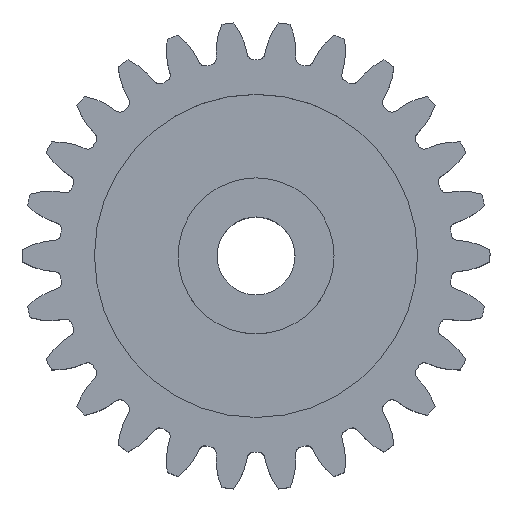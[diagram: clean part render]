
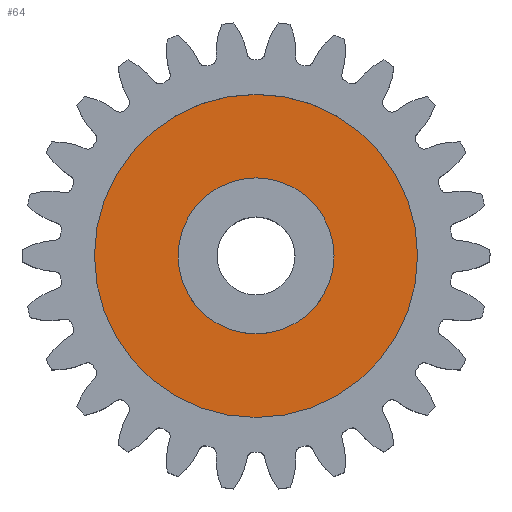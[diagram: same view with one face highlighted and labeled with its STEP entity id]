
A CAD part, top view. The second image highlights one B-rep face of the part: STEP entity #64.
In plain terms, the highlighted planar face has unit normal (0, 0, 1).
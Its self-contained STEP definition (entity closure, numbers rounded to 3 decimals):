
#47 = ORIENTED_EDGE ( 'NONE', *, *, #59, .F. ) ;
#54 = EDGE_CURVE ( 'NONE', #1037, #1111, #2467, .T. ) ;
#55 = EDGE_LOOP ( 'NONE', ( #58, #63 ) ) ;
#58 = ORIENTED_EDGE ( 'NONE', *, *, #1088, .T. ) ;
#59 = EDGE_CURVE ( 'NONE', #951, #1093, #2419, .T. ) ;
#60 = ORIENTED_EDGE ( 'NONE', *, *, #947, .F. ) ;
#63 = ORIENTED_EDGE ( 'NONE', *, *, #54, .T. ) ;
#64 = ADVANCED_FACE ( 'NONE', ( #2417, #2448 ), #2451, .F. ) ;
#268 = EDGE_LOOP ( 'NONE', ( #47, #60 ) ) ;
#947 = EDGE_CURVE ( 'NONE', #1093, #951, #2922, .T. ) ;
#951 = VERTEX_POINT ( 'NONE', #3903 ) ;
#1037 = VERTEX_POINT ( 'NONE', #3858 ) ;
#1088 = EDGE_CURVE ( 'NONE', #1111, #1037, #4349, .T. ) ;
#1093 = VERTEX_POINT ( 'NONE', #4283 ) ;
#1111 = VERTEX_POINT ( 'NONE', #4362 ) ;
#2360 = DIRECTION ( 'NONE',  ( 0., 0., -1. ) ) ;
#2417 = FACE_BOUND ( 'NONE', #55, .T. ) ;
#2419 = CIRCLE ( 'NONE', #2447, 29. ) ;
#2444 = DIRECTION ( 'NONE',  ( -1., 0., 0. ) ) ;
#2445 = DIRECTION ( 'NONE',  ( 0., 0., -1. ) ) ;
#2446 = CARTESIAN_POINT ( 'NONE',  ( 0., 0., 13.5 ) ) ;
#2447 = AXIS2_PLACEMENT_3D ( 'NONE', #2446, #2445, #2444 ) ;
#2448 = FACE_OUTER_BOUND ( 'NONE', #268, .T. ) ;
#2451 = PLANE ( 'NONE',  #2503 ) ;
#2459 = DIRECTION ( 'NONE',  ( -1., 0., 0. ) ) ;
#2460 = DIRECTION ( 'NONE',  ( 0., 0., -1. ) ) ;
#2461 = CARTESIAN_POINT ( 'NONE',  ( 0., 0., 13.5 ) ) ;
#2462 = AXIS2_PLACEMENT_3D ( 'NONE', #2461, #2460, #2459 ) ;
#2467 = CIRCLE ( 'NONE', #2462, 14. ) ;
#2500 = DIRECTION ( 'NONE',  ( -1., 0., 0. ) ) ;
#2501 = DIRECTION ( 'NONE',  ( 0., 0., -1. ) ) ;
#2502 = CARTESIAN_POINT ( 'NONE',  ( 0., 0., 13.5 ) ) ;
#2503 = AXIS2_PLACEMENT_3D ( 'NONE', #2502, #2501, #2500 ) ;
#2812 = AXIS2_PLACEMENT_3D ( 'NONE', #2827, #2360, #3177 ) ;
#2827 = CARTESIAN_POINT ( 'NONE',  ( 0., 0., 13.5 ) ) ;
#2922 = CIRCLE ( 'NONE', #2812, 29. ) ;
#3177 = DIRECTION ( 'NONE',  ( -1., 0., 0. ) ) ;
#3858 = CARTESIAN_POINT ( 'NONE',  ( 14., 0., 13.5 ) ) ;
#3903 = CARTESIAN_POINT ( 'NONE',  ( -29., 0., 13.5 ) ) ;
#4283 = CARTESIAN_POINT ( 'NONE',  ( 29., 0., 13.5 ) ) ;
#4349 = CIRCLE ( 'NONE', #4360, 14. ) ;
#4357 = DIRECTION ( 'NONE',  ( -1., 0., 0. ) ) ;
#4358 = DIRECTION ( 'NONE',  ( 0., 0., -1. ) ) ;
#4359 = CARTESIAN_POINT ( 'NONE',  ( 0., 0., 13.5 ) ) ;
#4360 = AXIS2_PLACEMENT_3D ( 'NONE', #4359, #4358, #4357 ) ;
#4362 = CARTESIAN_POINT ( 'NONE',  ( -14., 0., 13.5 ) ) ;
